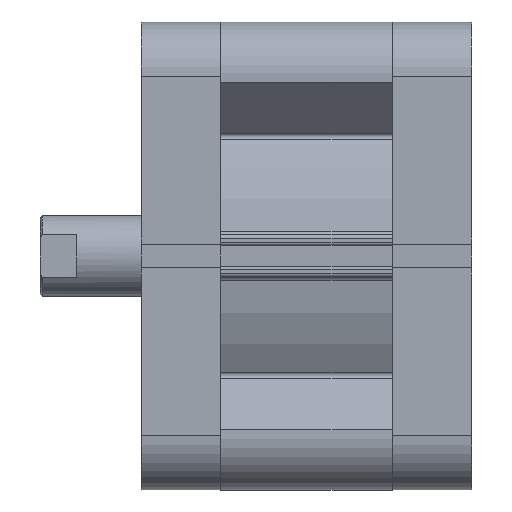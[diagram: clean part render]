
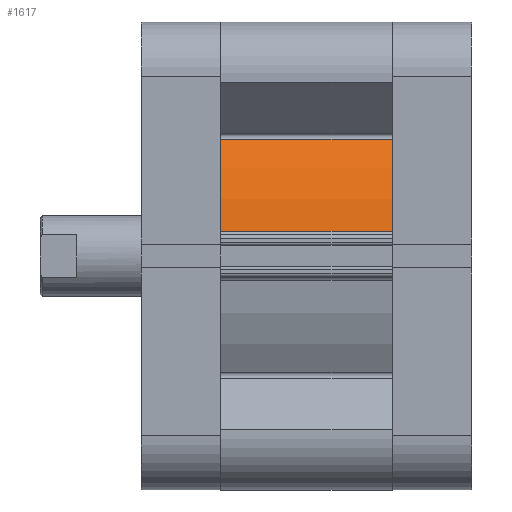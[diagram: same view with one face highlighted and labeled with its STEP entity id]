
A CAD part, front view. The second image highlights one B-rep face of the part: STEP entity #1617.
In plain terms, the highlighted cylindrical face has radius 53.5 mm (diameter 107 mm), a partial arc.
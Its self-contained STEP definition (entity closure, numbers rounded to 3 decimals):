
#444 = ORIENTED_EDGE ( 'NONE', *, *, #10611, .T. ) ;
#446 = ORIENTED_EDGE ( 'NONE', *, *, #10622, .F. ) ;
#448 = ORIENTED_EDGE ( 'NONE', *, *, #10613, .T. ) ;
#450 = ORIENTED_EDGE ( 'NONE', *, *, #10612, .T. ) ;
#1168 = FACE_OUTER_BOUND ( 'NONE', #1292, .T. ) ;
#1292 = EDGE_LOOP ( 'NONE', ( #450, #448, #446, #444 ) ) ;
#1492 = CYLINDRICAL_SURFACE ( 'NONE', #6127, 53.5 ) ;
#1617 = ADVANCED_FACE ( 'NONE', ( #1168 ), #1492, .T. ) ;
#1779 = VERTEX_POINT ( 'NONE', #2157 ) ;
#1819 = DIRECTION ( 'NONE',  ( -1., 0., 0. ) ) ;
#2157 = CARTESIAN_POINT ( 'NONE',  ( 28.996, -44.961, 42.5 ) ) ;
#2251 = VERTEX_POINT ( 'NONE', #8044 ) ;
#2282 = VERTEX_POINT ( 'NONE', #8062 ) ;
#2349 = DIRECTION ( 'NONE',  ( 0., 0., -1. ) ) ;
#2497 = CARTESIAN_POINT ( 'NONE',  ( 0., 0., 42.5 ) ) ;
#2757 = VERTEX_POINT ( 'NONE', #8378 ) ;
#3706 = VECTOR ( 'NONE', #10114, 1000. ) ;
#3707 = LINE ( 'NONE', #10108, #3708 ) ;
#3708 = VECTOR ( 'NONE', #10109, 1000. ) ;
#3710 = LINE ( 'NONE', #10113, #3706 ) ;
#3715 = CIRCLE ( 'NONE', #6614, 53.5 ) ;
#3730 = CIRCLE ( 'NONE', #6621, 53.5 ) ;
#6127 = AXIS2_PLACEMENT_3D ( 'NONE', #2497, #2349, #1819 ) ;
#6614 = AXIS2_PLACEMENT_3D ( 'NONE', #10110, #10111, #10112 ) ;
#6621 = AXIS2_PLACEMENT_3D ( 'NONE', #10127, #10136, #10137 ) ;
#8044 = CARTESIAN_POINT ( 'NONE',  ( 28.996, -44.961, 0. ) ) ;
#8062 = CARTESIAN_POINT ( 'NONE',  ( 6.135, -53.147, 42.5 ) ) ;
#8378 = CARTESIAN_POINT ( 'NONE',  ( 6.135, -53.147, 0. ) ) ;
#10108 = CARTESIAN_POINT ( 'NONE',  ( 6.135, -53.147, 42.5 ) ) ;
#10109 = DIRECTION ( 'NONE',  ( 0., 0., -1. ) ) ;
#10110 = CARTESIAN_POINT ( 'NONE',  ( 0., 0., 0. ) ) ;
#10111 = DIRECTION ( 'NONE',  ( 0., 0., 1. ) ) ;
#10112 = DIRECTION ( 'NONE',  ( 1., 0., 0. ) ) ;
#10113 = CARTESIAN_POINT ( 'NONE',  ( 28.996, -44.961, 42.5 ) ) ;
#10114 = DIRECTION ( 'NONE',  ( 0., 0., 1. ) ) ;
#10127 = CARTESIAN_POINT ( 'NONE',  ( 0., 0., 42.5 ) ) ;
#10136 = DIRECTION ( 'NONE',  ( 0., 0., 1. ) ) ;
#10137 = DIRECTION ( 'NONE',  ( 1., 0., 0. ) ) ;
#10611 = EDGE_CURVE ( 'NONE', #2282, #2757, #3707, .T. ) ;
#10612 = EDGE_CURVE ( 'NONE', #2757, #2251, #3715, .T. ) ;
#10613 = EDGE_CURVE ( 'NONE', #2251, #1779, #3710, .T. ) ;
#10622 = EDGE_CURVE ( 'NONE', #2282, #1779, #3730, .T. ) ;
